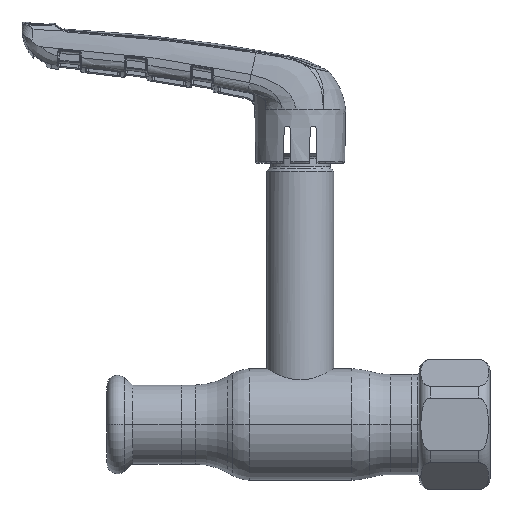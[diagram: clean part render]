
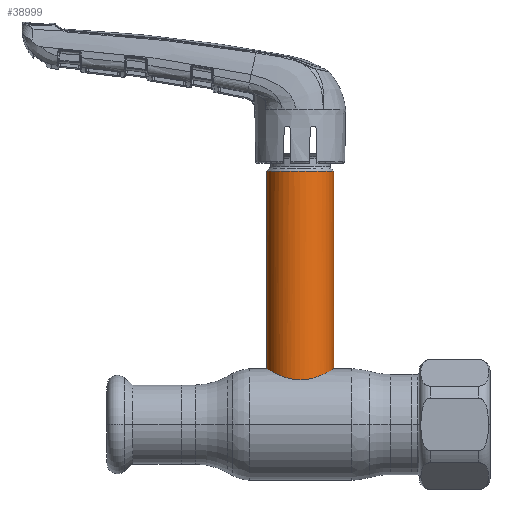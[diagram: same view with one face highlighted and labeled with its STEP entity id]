
A CAD part, top view. The second image highlights one B-rep face of the part: STEP entity #38999.
In plain terms, the highlighted cylindrical face has radius 9 mm (diameter 18 mm), a partial arc.
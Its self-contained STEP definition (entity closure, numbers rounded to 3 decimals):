
#51 = CARTESIAN_POINT ( 'NONE',  ( -5.937, 13.387, 6.77 ) ) ;
#265 = CARTESIAN_POINT ( 'NONE',  ( 3.763, 12.574, 8.181 ) ) ;
#1516 = CARTESIAN_POINT ( 'NONE',  ( 8.685, 14.813, 2.378 ) ) ;
#1915 = CARTESIAN_POINT ( 'NONE',  ( 8.059, 14.454, 4.05 ) ) ;
#2497 = CARTESIAN_POINT ( 'NONE',  ( 0., 68.119, 0. ) ) ;
#3298 = DIRECTION ( 'NONE',  ( 0., -1., 0. ) ) ;
#4225 = CARTESIAN_POINT ( 'NONE',  ( 9., 15., 0. ) ) ;
#4789 = CARTESIAN_POINT ( 'NONE',  ( -2.387, 12.221, 8.698 ) ) ;
#5196 = CARTESIAN_POINT ( 'NONE',  ( 2.378, 12.23, 8.685 ) ) ;
#5392 = CARTESIAN_POINT ( 'NONE',  ( -4.037, 12.65, 8.065 ) ) ;
#6985 = DIRECTION ( 'NONE',  ( 0., -1., 0. ) ) ;
#9484 = CARTESIAN_POINT ( 'NONE',  ( -6.758, 13.768, 5.971 ) ) ;
#9702 = CARTESIAN_POINT ( 'NONE',  ( -1.213, 12.057, 8.923 ) ) ;
#9899 = CARTESIAN_POINT ( 'NONE',  ( 6.56, 13.675, 6.169 ) ) ;
#10173 = LINE ( 'NONE', #54676, #32277 ) ;
#12221 = VERTEX_POINT ( 'NONE', #4225 ) ;
#14132 = CARTESIAN_POINT ( 'NONE',  ( -9., 68.119, 0. ) ) ;
#14241 = CARTESIAN_POINT ( 'NONE',  ( -0.308, 12., 9. ) ) ;
#14446 = CARTESIAN_POINT ( 'NONE',  ( 5.507, 13.196, 7.142 ) ) ;
#14656 = LINE ( 'NONE', #16080, #17606 ) ;
#14863 = CARTESIAN_POINT ( 'NONE',  ( 6.756, 13.77, 5.953 ) ) ;
#15323 = ORIENTED_EDGE ( 'NONE', *, *, #58481, .T. ) ;
#16080 = CARTESIAN_POINT ( 'NONE',  ( 9., 0., 0. ) ) ;
#16093 = CARTESIAN_POINT ( 'NONE',  ( 8.509, 14.711, 2.947 ) ) ;
#16470 = VERTEX_POINT ( 'NONE', #60890 ) ;
#17606 = VECTOR ( 'NONE', #25933, 1000. ) ;
#18969 = CARTESIAN_POINT ( 'NONE',  ( 0.606, 12., 9. ) ) ;
#19388 = CARTESIAN_POINT ( 'NONE',  ( -8.519, 14.715, 2.961 ) ) ;
#19593 = CARTESIAN_POINT ( 'NONE',  ( 7.296, 14.043, 5.277 ) ) ;
#20831 = CARTESIAN_POINT ( 'NONE',  ( 9., 15., 0.305 ) ) ;
#21740 = EDGE_CURVE ( 'NONE', #16470, #12221, #14656, .T. ) ;
#23692 = CARTESIAN_POINT ( 'NONE',  ( -7.126, 13.954, 5.528 ) ) ;
#23908 = CARTESIAN_POINT ( 'NONE',  ( -8.7, 14.821, 2.382 ) ) ;
#24114 = CARTESIAN_POINT ( 'NONE',  ( 2.947, 12.353, 8.509 ) ) ;
#24317 = CARTESIAN_POINT ( 'NONE',  ( 4.789, 12.918, 7.626 ) ) ;
#24362 = CIRCLE ( 'NONE', #35759, 9. ) ;
#24452 = ORIENTED_EDGE ( 'NONE', *, *, #45853, .T. ) ;
#24520 = CARTESIAN_POINT ( 'NONE',  ( -9., 15., 0. ) ) ;
#24912 = CARTESIAN_POINT ( 'NONE',  ( 8.984, 14.991, 0.611 ) ) ;
#25538 = VERTEX_POINT ( 'NONE', #14132 ) ;
#25933 = DIRECTION ( 'NONE',  ( 0., -1., 0. ) ) ;
#28462 = CARTESIAN_POINT ( 'NONE',  ( 2.086, 12.176, 8.76 ) ) ;
#28663 = CARTESIAN_POINT ( 'NONE',  ( -5.259, 13.1, 7.309 ) ) ;
#29088 = CARTESIAN_POINT ( 'NONE',  ( -6.15, 13.483, 6.577 ) ) ;
#32277 = VECTOR ( 'NONE', #3298, 1000. ) ;
#32965 = CARTESIAN_POINT ( 'NONE',  ( -5.492, 13.196, 7.136 ) ) ;
#33169 = CARTESIAN_POINT ( 'NONE',  ( -9., 15., 0.611 ) ) ;
#33375 = CARTESIAN_POINT ( 'NONE',  ( -0.613, 12.012, 8.984 ) ) ;
#34797 = CARTESIAN_POINT ( 'NONE',  ( 8.923, 14.954, 1.21 ) ) ;
#35759 = AXIS2_PLACEMENT_3D ( 'NONE', #2497, #49757, #54263 ) ;
#37882 = CARTESIAN_POINT ( 'NONE',  ( -1.509, 12.091, 8.878 ) ) ;
#38811 = ORIENTED_EDGE ( 'NONE', *, *, #43045, .T. ) ;
#38999 = ADVANCED_FACE ( 'NONE', ( #46735 ), #41534, .T. ) ;
#39527 = CARTESIAN_POINT ( 'NONE',  ( 9., 15., 0. ) ) ;
#41374 = B_SPLINE_CURVE_WITH_KNOTS ( 'NONE', 3,
 ( #24520, #33169, #47554, #23908, #19388, #51881, #43225, #23692, #9484, #29088, #51, #32965, #28663, #56598, #5392, #42424, #4789, #37882, #9702, #33375, #14241, #18969, #47128, #28462, #5196, #24114, #57011, #265, #42613, #43018, #24317, #14446, #52077, #9899, #14863, #47753, #19593, #52497, #1915, #48602, #16093, #1516, #48995, #58046, #34797, #24912, #20831, #39527 ),
 .UNSPECIFIED., .F., .F.,
 ( 4, 2, 2, 2, 2, 2, 2, 2, 2, 2, 2, 2, 2, 2, 2, 2, 2, 2, 2, 2, 2, 2, 2, 4 ),
 ( 0., 0.002, 0.004, 0.005, 0.007, 0.008, 0.009, 0.011, 0.013, 0.014, 0.014, 0.016, 0.017, 0.018, 0.019, 0.02, 0.022, 0.023, 0.023, 0.025, 0.026, 0.027, 0.028, 0.029 ),
 .UNSPECIFIED. ) ;
#41534 = CYLINDRICAL_SURFACE ( 'NONE', #52342, 9. ) ;
#42424 = CARTESIAN_POINT ( 'NONE',  ( -2.963, 12.35, 8.518 ) ) ;
#42613 = CARTESIAN_POINT ( 'NONE',  ( 4.026, 12.655, 8.055 ) ) ;
#43018 = CARTESIAN_POINT ( 'NONE',  ( 4.539, 12.827, 7.777 ) ) ;
#43045 = EDGE_CURVE ( 'NONE', #58598, #12221, #41374, .T. ) ;
#43225 = CARTESIAN_POINT ( 'NONE',  ( -7.781, 14.299, 4.56 ) ) ;
#45853 = EDGE_CURVE ( 'NONE', #16470, #25538, #24362, .T. ) ;
#46735 = FACE_OUTER_BOUND ( 'NONE', #51934, .T. ) ;
#47128 = CARTESIAN_POINT ( 'NONE',  ( 1.205, 12.046, 8.939 ) ) ;
#47554 = CARTESIAN_POINT ( 'NONE',  ( -8.938, 14.963, 1.209 ) ) ;
#47753 = CARTESIAN_POINT ( 'NONE',  ( 7.124, 13.954, 5.508 ) ) ;
#48602 = CARTESIAN_POINT ( 'NONE',  ( 8.406, 14.651, 3.229 ) ) ;
#48995 = CARTESIAN_POINT ( 'NONE',  ( 8.759, 14.857, 2.09 ) ) ;
#49757 = DIRECTION ( 'NONE',  ( 0., -1., 0. ) ) ;
#51881 = CARTESIAN_POINT ( 'NONE',  ( -8.06, 14.454, 4.048 ) ) ;
#51934 = EDGE_LOOP ( 'NONE', ( #59684, #24452, #15323, #38811 ) ) ;
#52077 = CARTESIAN_POINT ( 'NONE',  ( 5.948, 13.389, 6.778 ) ) ;
#52342 = AXIS2_PLACEMENT_3D ( 'NONE', #58635, #6985, #58442 ) ;
#52497 = CARTESIAN_POINT ( 'NONE',  ( 7.781, 14.299, 4.56 ) ) ;
#54263 = DIRECTION ( 'NONE',  ( -1., 0., 0. ) ) ;
#54676 = CARTESIAN_POINT ( 'NONE',  ( -9., 0., 0. ) ) ;
#55006 = CARTESIAN_POINT ( 'NONE',  ( -9., 15., 0. ) ) ;
#56598 = CARTESIAN_POINT ( 'NONE',  ( -4.543, 12.824, 7.791 ) ) ;
#57011 = CARTESIAN_POINT ( 'NONE',  ( 3.223, 12.423, 8.408 ) ) ;
#58046 = CARTESIAN_POINT ( 'NONE',  ( 8.878, 14.927, 1.506 ) ) ;
#58442 = DIRECTION ( 'NONE',  ( -1., 0., 0. ) ) ;
#58481 = EDGE_CURVE ( 'NONE', #25538, #58598, #10173, .T. ) ;
#58598 = VERTEX_POINT ( 'NONE', #55006 ) ;
#58635 = CARTESIAN_POINT ( 'NONE',  ( 0., 0., 0. ) ) ;
#59684 = ORIENTED_EDGE ( 'NONE', *, *, #21740, .F. ) ;
#60890 = CARTESIAN_POINT ( 'NONE',  ( 9., 68.119, 0. ) ) ;
